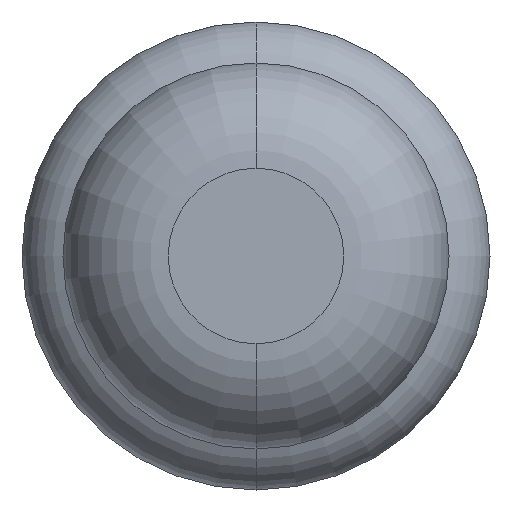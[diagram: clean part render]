
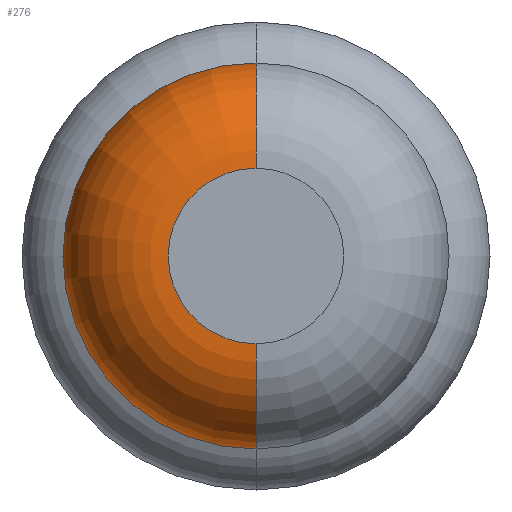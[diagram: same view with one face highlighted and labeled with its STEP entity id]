
A CAD part, front view. The second image highlights one B-rep face of the part: STEP entity #276.
In plain terms, the highlighted toroidal (fillet/blend) face has major radius 0.375 mm and minor radius 0.45 mm.
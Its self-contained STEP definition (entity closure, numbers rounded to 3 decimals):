
#6 = CARTESIAN_POINT ( 'NONE',  ( 0., -24., 0.375 ) ) ;
#134 = DIRECTION ( 'NONE',  ( 0., 0., 1. ) ) ;
#140 = EDGE_CURVE ( 'NONE', #4131, #865, #892, .T. ) ;
#242 = CIRCLE ( 'NONE', #1832, 0.825 ) ;
#276 = ADVANCED_FACE ( 'Defeature ausgef�hrt1_9', ( #4378 ), #1091, .T. ) ;
#346 = AXIS2_PLACEMENT_3D ( 'NONE', #880, #3562, #3856 ) ;
#801 = DIRECTION ( 'NONE',  ( 0., 1., 0. ) ) ;
#865 = VERTEX_POINT ( 'NONE', #4380 ) ;
#880 = CARTESIAN_POINT ( 'NONE',  ( 0., -23.55, -0.375 ) ) ;
#892 = CIRCLE ( 'NONE', #346, 0.45 ) ;
#955 = AXIS2_PLACEMENT_3D ( 'NONE', #3361, #1323, #2675 ) ;
#980 = CIRCLE ( 'NONE', #2739, 0.45 ) ;
#1091 = TOROIDAL_SURFACE ( 'NONE', #955, 0.375, 0.45 ) ;
#1138 = CARTESIAN_POINT ( 'NONE',  ( 0., -23.55, 0. ) ) ;
#1323 = DIRECTION ( 'NONE',  ( 0., 1., 0. ) ) ;
#1327 = EDGE_CURVE ( 'Defeature ausgef�hrt1_10+Defeature ausgef�hrt1_9+Defeature ausgef�hrt1_9+Defeature ausgef�hrt1_9', #865, #3126, #242, .T. ) ;
#1448 = CARTESIAN_POINT ( 'NONE',  ( 0., -24., -0.375 ) ) ;
#1487 = ORIENTED_EDGE ( 'NONE', *, *, #1327, .F. ) ;
#1626 = ORIENTED_EDGE ( 'NONE', *, *, #3133, .T. ) ;
#1772 = CARTESIAN_POINT ( 'NONE',  ( 0., -23.55, 0.825 ) ) ;
#1794 = DIRECTION ( 'NONE',  ( 0., 1., 0. ) ) ;
#1832 = AXIS2_PLACEMENT_3D ( 'NONE', #1138, #1794, #134 ) ;
#2249 = EDGE_LOOP ( 'NONE', ( #3699, #1626, #3072, #1487 ) ) ;
#2335 = CIRCLE ( 'NONE', #3194, 0.375 ) ;
#2491 = EDGE_CURVE ( 'NONE', #3427, #3126, #980, .T. ) ;
#2675 = DIRECTION ( 'NONE',  ( 0., 0., 1. ) ) ;
#2739 = AXIS2_PLACEMENT_3D ( 'NONE', #2859, #3823, #2821 ) ;
#2792 = CARTESIAN_POINT ( 'NONE',  ( 0., -24., 0. ) ) ;
#2821 = DIRECTION ( 'NONE',  ( 0., 0., 1. ) ) ;
#2859 = CARTESIAN_POINT ( 'NONE',  ( 0., -23.55, 0.375 ) ) ;
#3072 = ORIENTED_EDGE ( 'NONE', *, *, #2491, .T. ) ;
#3126 = VERTEX_POINT ( 'NONE', #1772 ) ;
#3133 = EDGE_CURVE ( 'Defeature ausgef�hrt1_9+Defeature ausgef�hrt1_8+Defeature ausgef�hrt1_8+Defeature ausgef�hrt1_8', #4131, #3427, #2335, .T. ) ;
#3137 = DIRECTION ( 'NONE',  ( 0., 0., 1. ) ) ;
#3194 = AXIS2_PLACEMENT_3D ( 'NONE', #2792, #801, #3137 ) ;
#3361 = CARTESIAN_POINT ( 'NONE',  ( 0., -23.55, 0. ) ) ;
#3427 = VERTEX_POINT ( 'NONE', #6 ) ;
#3562 = DIRECTION ( 'NONE',  ( 1., 0., 0. ) ) ;
#3699 = ORIENTED_EDGE ( 'NONE', *, *, #140, .F. ) ;
#3823 = DIRECTION ( 'NONE',  ( -1., 0., 0. ) ) ;
#3856 = DIRECTION ( 'NONE',  ( 0., 0., -1. ) ) ;
#4131 = VERTEX_POINT ( 'NONE', #1448 ) ;
#4378 = FACE_OUTER_BOUND ( 'NONE', #2249, .T. ) ;
#4380 = CARTESIAN_POINT ( 'NONE',  ( 0., -23.55, -0.825 ) ) ;
